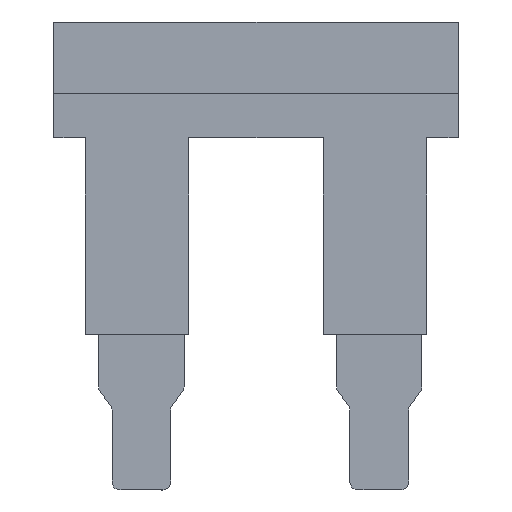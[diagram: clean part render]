
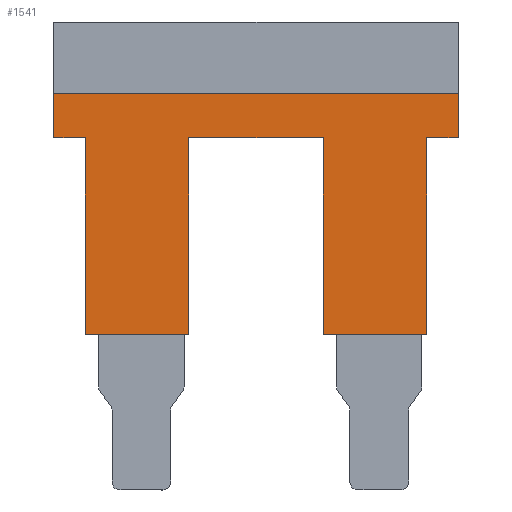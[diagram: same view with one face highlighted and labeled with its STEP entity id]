
A CAD part, top view. The second image highlights one B-rep face of the part: STEP entity #1541.
In plain terms, the highlighted planar face has unit normal (0, 0, 1).
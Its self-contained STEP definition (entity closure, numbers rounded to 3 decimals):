
#8 = VECTOR ( 'NONE', #989, 1000. ) ;
#85 = VECTOR ( 'NONE', #1321, 1000. ) ;
#120 = AXIS2_PLACEMENT_3D ( 'NONE', #506, #507, #508 ) ;
#121 = VECTOR ( 'NONE', #1342, 1000. ) ;
#140 = VECTOR ( 'NONE', #454, 1000. ) ;
#160 = VECTOR ( 'NONE', #488, 1000. ) ;
#162 = VECTOR ( 'NONE', #471, 1000. ) ;
#185 = VECTOR ( 'NONE', #458, 1000. ) ;
#190 = VECTOR ( 'NONE', #479, 1000. ) ;
#202 = VECTOR ( 'NONE', #264, 1000. ) ;
#203 = VECTOR ( 'NONE', #493, 1000. ) ;
#206 = VECTOR ( 'NONE', #288, 1000. ) ;
#211 = VECTOR ( 'NONE', #258, 1000. ) ;
#240 = EDGE_CURVE ( 'NONE', #871, #872, #968, .T. ) ;
#257 = CARTESIAN_POINT ( 'NONE',  ( 8.5, -12.4, 4.1 ) ) ;
#258 = DIRECTION ( 'NONE',  ( 1., 0., 0. ) ) ;
#264 = DIRECTION ( 'NONE',  ( 1., 0., 0. ) ) ;
#268 = CARTESIAN_POINT ( 'NONE',  ( 23.5, 0., 4.1 ) ) ;
#278 = LINE ( 'NONE', #299, #211 ) ;
#281 = LINE ( 'NONE', #257, #202 ) ;
#288 = DIRECTION ( 'NONE',  ( 0., 1., 0. ) ) ;
#299 = CARTESIAN_POINT ( 'NONE',  ( 23.5, 0., 4.1 ) ) ;
#420 = CARTESIAN_POINT ( 'NONE',  ( 17., -12.4, 4.1 ) ) ;
#427 = LINE ( 'NONE', #483, #203 ) ;
#451 = LINE ( 'NONE', #420, #140 ) ;
#454 = DIRECTION ( 'NONE',  ( -1., 0., 0. ) ) ;
#455 = LINE ( 'NONE', #482, #162 ) ;
#458 = DIRECTION ( 'NONE',  ( 1., 0., 0. ) ) ;
#470 = CARTESIAN_POINT ( 'NONE',  ( 17., -12.5, 4.1 ) ) ;
#471 = DIRECTION ( 'NONE',  ( 0., -1., 0. ) ) ;
#478 = LINE ( 'NONE', #489, #190 ) ;
#479 = DIRECTION ( 'NONE',  ( 0., 1., 0. ) ) ;
#481 = CARTESIAN_POINT ( 'NONE',  ( 8.5, 0., 4.1 ) ) ;
#482 = CARTESIAN_POINT ( 'NONE',  ( 2., -12.5, 4.1 ) ) ;
#483 = CARTESIAN_POINT ( 'NONE',  ( 0., 0., 4.1 ) ) ;
#488 = DIRECTION ( 'NONE',  ( 0., -1., 0. ) ) ;
#489 = CARTESIAN_POINT ( 'NONE',  ( 25.5, 2.8, 4.1 ) ) ;
#490 = LINE ( 'NONE', #481, #185 ) ;
#493 = DIRECTION ( 'NONE',  ( 1., 0., 0. ) ) ;
#494 = LINE ( 'NONE', #470, #160 ) ;
#498 = LINE ( 'NONE', #268, #206 ) ;
#504 = FACE_OUTER_BOUND ( 'NONE', #793, .T. ) ;
#505 = PLANE ( 'NONE',  #120 ) ;
#506 = CARTESIAN_POINT ( 'NONE',  ( 2., 0., 4.1 ) ) ;
#507 = DIRECTION ( 'NONE',  ( 0., 0., 1. ) ) ;
#508 = DIRECTION ( 'NONE',  ( 1., 0., 0. ) ) ;
#621 = ORIENTED_EDGE ( 'NONE', *, *, #1563, .T. ) ;
#622 = ORIENTED_EDGE ( 'NONE', *, *, #1577, .T. ) ;
#625 = ORIENTED_EDGE ( 'NONE', *, *, #1515, .T. ) ;
#626 = ORIENTED_EDGE ( 'NONE', *, *, #1579, .T. ) ;
#628 = ORIENTED_EDGE ( 'NONE', *, *, #1572, .T. ) ;
#629 = ORIENTED_EDGE ( 'NONE', *, *, #240, .T. ) ;
#642 = ORIENTED_EDGE ( 'NONE', *, *, #1550, .F. ) ;
#651 = ORIENTED_EDGE ( 'NONE', *, *, #1508, .T. ) ;
#658 = ORIENTED_EDGE ( 'NONE', *, *, #1560, .T. ) ;
#660 = ORIENTED_EDGE ( 'NONE', *, *, #1567, .T. ) ;
#664 = ORIENTED_EDGE ( 'NONE', *, *, #1573, .T. ) ;
#724 = ORIENTED_EDGE ( 'NONE', *, *, #1564, .T. ) ;
#793 = EDGE_LOOP ( 'NONE', ( #626, #628, #629, #651, #658, #621, #622, #625, #724, #660, #642, #664 ) ) ;
#861 = VERTEX_POINT ( 'NONE', #1019 ) ;
#862 = VERTEX_POINT ( 'NONE', #1032 ) ;
#866 = VERTEX_POINT ( 'NONE', #1042 ) ;
#871 = VERTEX_POINT ( 'NONE', #1017 ) ;
#872 = VERTEX_POINT ( 'NONE', #1020 ) ;
#879 = VERTEX_POINT ( 'NONE', #1037 ) ;
#880 = VERTEX_POINT ( 'NONE', #1043 ) ;
#889 = VERTEX_POINT ( 'NONE', #1101 ) ;
#891 = VERTEX_POINT ( 'NONE', #1084 ) ;
#902 = VERTEX_POINT ( 'NONE', #1106 ) ;
#908 = VERTEX_POINT ( 'NONE', #1072 ) ;
#936 = VERTEX_POINT ( 'NONE', #1112 ) ;
#968 = LINE ( 'NONE', #987, #8 ) ;
#987 = CARTESIAN_POINT ( 'NONE',  ( 2., 2.8, 4.1 ) ) ;
#989 = DIRECTION ( 'NONE',  ( -1., 0., 0. ) ) ;
#1017 = CARTESIAN_POINT ( 'NONE',  ( 25.5, 2.8, 4.1 ) ) ;
#1019 = CARTESIAN_POINT ( 'NONE',  ( 23.5, -12.4, 4.1 ) ) ;
#1020 = CARTESIAN_POINT ( 'NONE',  ( 0., 2.8, 4.1 ) ) ;
#1032 = CARTESIAN_POINT ( 'NONE',  ( 17., 0., 4.1 ) ) ;
#1037 = CARTESIAN_POINT ( 'NONE',  ( 0., 0., 4.1 ) ) ;
#1042 = CARTESIAN_POINT ( 'NONE',  ( 25.5, 0., 4.1 ) ) ;
#1043 = CARTESIAN_POINT ( 'NONE',  ( 8.5, 0., 4.1 ) ) ;
#1072 = CARTESIAN_POINT ( 'NONE',  ( 17., -12.4, 4.1 ) ) ;
#1084 = CARTESIAN_POINT ( 'NONE',  ( 8.5, -12.4, 4.1 ) ) ;
#1101 = CARTESIAN_POINT ( 'NONE',  ( 23.5, 0., 4.1 ) ) ;
#1106 = CARTESIAN_POINT ( 'NONE',  ( 2., -12.4, 4.1 ) ) ;
#1112 = CARTESIAN_POINT ( 'NONE',  ( 2., 0., 4.1 ) ) ;
#1321 = DIRECTION ( 'NONE',  ( 0., -1., 0. ) ) ;
#1324 = CARTESIAN_POINT ( 'NONE',  ( 8.5, 0., 4.1 ) ) ;
#1337 = LINE ( 'NONE', #1345, #85 ) ;
#1341 = LINE ( 'NONE', #1324, #121 ) ;
#1342 = DIRECTION ( 'NONE',  ( 0., 1., 0. ) ) ;
#1345 = CARTESIAN_POINT ( 'NONE',  ( 0., 7.3, 4.1 ) ) ;
#1508 = EDGE_CURVE ( 'NONE', #872, #879, #1337, .T. ) ;
#1515 = EDGE_CURVE ( 'NONE', #891, #880, #1341, .T. ) ;
#1541 = ADVANCED_FACE ( 'NONE', ( #504 ), #505, .T. ) ;
#1550 = EDGE_CURVE ( 'NONE', #861, #908, #451, .T. ) ;
#1560 = EDGE_CURVE ( 'NONE', #879, #936, #427, .T. ) ;
#1563 = EDGE_CURVE ( 'NONE', #936, #902, #455, .T. ) ;
#1564 = EDGE_CURVE ( 'NONE', #880, #862, #490, .T. ) ;
#1567 = EDGE_CURVE ( 'NONE', #862, #908, #494, .T. ) ;
#1572 = EDGE_CURVE ( 'NONE', #866, #871, #478, .T. ) ;
#1573 = EDGE_CURVE ( 'NONE', #861, #889, #498, .T. ) ;
#1577 = EDGE_CURVE ( 'NONE', #902, #891, #281, .T. ) ;
#1579 = EDGE_CURVE ( 'NONE', #889, #866, #278, .T. ) ;
